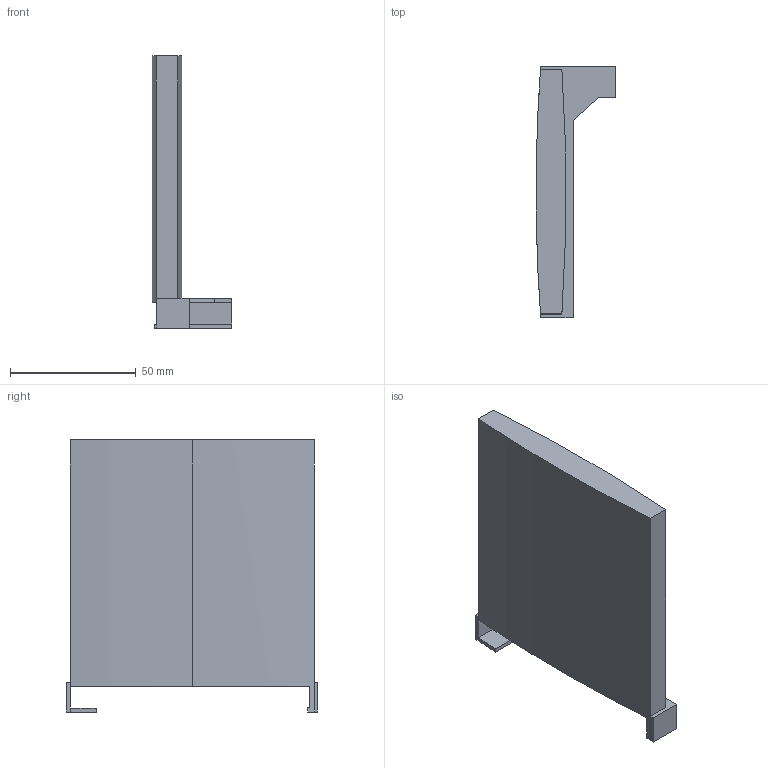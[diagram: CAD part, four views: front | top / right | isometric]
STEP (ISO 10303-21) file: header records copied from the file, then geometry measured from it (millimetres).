
FILE_DESCRIPTION (( 'STEP AP214' ), '1' );
FILE_NAME ('F007506,F007507_3D.step', '2023-08-22T11:09:50', ( '' ), ( '' ), 'SwSTEP 2.0', 'SolidWorks 2020', '' );
FILE_SCHEMA (( 'AUTOMOTIVE_DESIGN' ));
Length unit declared in the file: millimetre
Products named in the file (1): F007506,F007507_3D
Bounding box: 31.75 x 100.1 x 108.2 mm (x, y, z)
Volume: 105452.5 mm3; surface area: 25771.5 mm2
Topology: 1 solids, 1 shells, 25 faces, 65 edges, 42 vertices
Faces by surface type: plane 21, cylinder 4
Entity records: 791 total; most frequent: CARTESIAN_POINT 133, ORIENTED_EDGE 130, DIRECTION 127, EDGE_CURVE 65, LINE 55, VECTOR 55, VERTEX_POINT 42, AXIS2_PLACEMENT_3D 36
